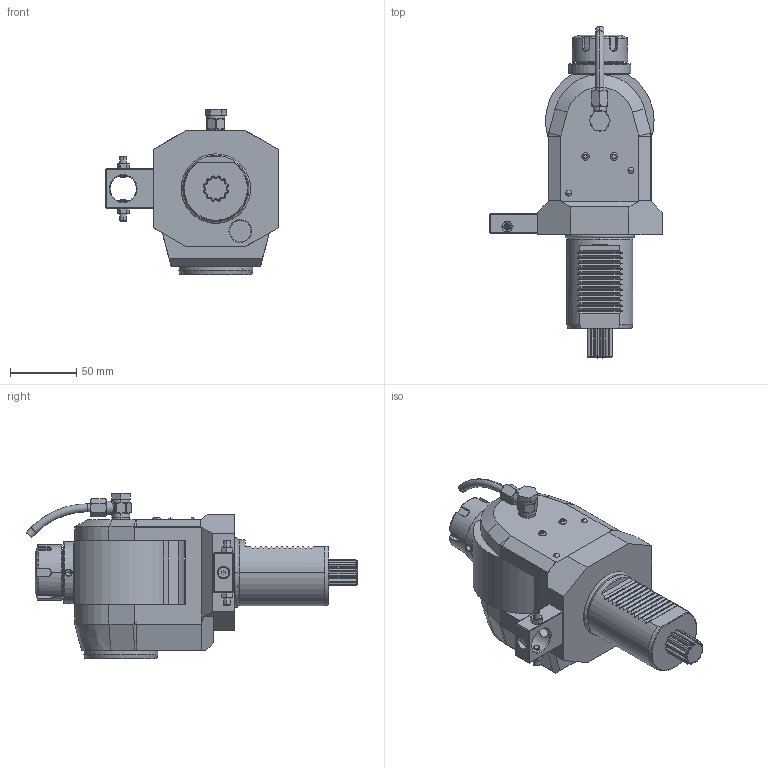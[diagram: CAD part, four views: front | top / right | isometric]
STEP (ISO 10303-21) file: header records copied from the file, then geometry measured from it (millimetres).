
FILE_DESCRIPTION((''),'2;1');
FILE_NAME('NGT1_50_511_25_2_2','2021-02-17T',('vali'),('NOVA GRUP'),'PRO/ENGINEER BY PARAMETRIC TECHNOLOGY CORPORATION, 2010280','PRO/ENGINEER BY PARAMETRIC TECHNOLOGY CORPORATION, 2010280','');
FILE_SCHEMA(('CONFIG_CONTROL_DESIGN'));
Length unit declared in the file: millimetre
Products named in the file (1): NGT1_50_511_25_2_2
Bounding box: 130 x 250.67 x 124.9 mm (x, y, z)
Volume: 1030160.2 mm3; surface area: 91514.9 mm2
Topology: 1 solids, 2 shells, 667 faces, 1707 edges, 1053 vertices
Faces by surface type: plane 267, cylinder 186, cone 95, bspline 78, torus 37, sphere 4
Entity records: 29660 total; most frequent: CARTESIAN_POINT 14525, ORIENTED_EDGE 3366, DIRECTION 2780, EDGE_CURVE 1683, VERTEX_POINT 1053, AXIS2_PLACEMENT_3D 990, VECTOR 800, LINE 800
